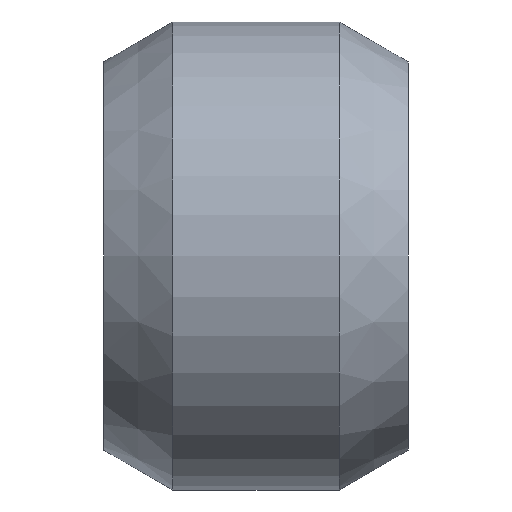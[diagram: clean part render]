
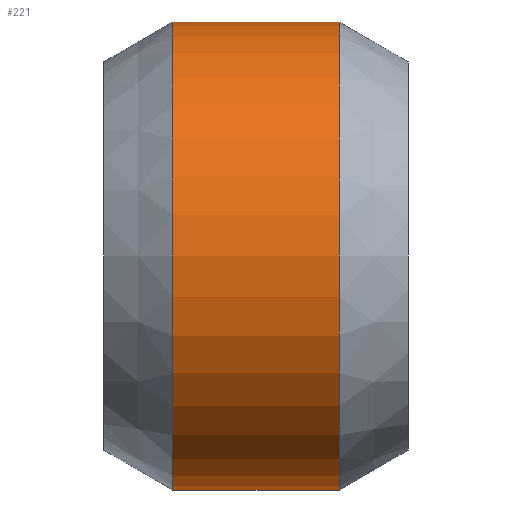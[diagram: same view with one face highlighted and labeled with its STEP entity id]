
A CAD part, front view. The second image highlights one B-rep face of the part: STEP entity #221.
In plain terms, the highlighted cylindrical face has radius 5 mm (diameter 10 mm), a full revolution.
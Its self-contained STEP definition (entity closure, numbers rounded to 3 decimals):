
#13 = CYLINDRICAL_SURFACE ( 'NONE', #183, 5. ) ;
#46 = CIRCLE ( 'NONE', #76, 5. ) ;
#65 = DIRECTION ( 'NONE',  ( 0., 0., 1. ) ) ;
#76 = AXIS2_PLACEMENT_3D ( 'NONE', #178, #130, #65 ) ;
#78 = EDGE_CURVE ( 'NONE', #151, #151, #137, .T. ) ;
#100 = CARTESIAN_POINT ( 'NONE',  ( 0., 0., 0. ) ) ;
#110 = FACE_OUTER_BOUND ( 'NONE', #157, .T. ) ;
#120 = AXIS2_PLACEMENT_3D ( 'NONE', #234, #263, #213 ) ;
#130 = DIRECTION ( 'NONE',  ( -1., 0., 0. ) ) ;
#132 = EDGE_CURVE ( 'NONE', #240, #240, #46, .T. ) ;
#137 = CIRCLE ( 'NONE', #120, 5. ) ;
#151 = VERTEX_POINT ( 'NONE', #187 ) ;
#157 = EDGE_LOOP ( 'NONE', ( #216 ) ) ;
#164 = EDGE_LOOP ( 'NONE', ( #177 ) ) ;
#168 = FACE_OUTER_BOUND ( 'NONE', #164, .T. ) ;
#175 = CARTESIAN_POINT ( 'NONE',  ( -1.028, 0., 5. ) ) ;
#177 = ORIENTED_EDGE ( 'NONE', *, *, #132, .F. ) ;
#178 = CARTESIAN_POINT ( 'NONE',  ( -1.028, 0., 0. ) ) ;
#183 = AXIS2_PLACEMENT_3D ( 'NONE', #100, #210, #206 ) ;
#187 = CARTESIAN_POINT ( 'NONE',  ( 2.528, 0., 5. ) ) ;
#206 = DIRECTION ( 'NONE',  ( 0., 0., 1. ) ) ;
#210 = DIRECTION ( 'NONE',  ( -1., 0., 0. ) ) ;
#213 = DIRECTION ( 'NONE',  ( 0., 0., 1. ) ) ;
#216 = ORIENTED_EDGE ( 'NONE', *, *, #78, .T. ) ;
#221 = ADVANCED_FACE ( 'NONE', ( #168, #110 ), #13, .T. ) ;
#234 = CARTESIAN_POINT ( 'NONE',  ( 2.528, 0., 0. ) ) ;
#240 = VERTEX_POINT ( 'NONE', #175 ) ;
#263 = DIRECTION ( 'NONE',  ( -1., 0., 0. ) ) ;
